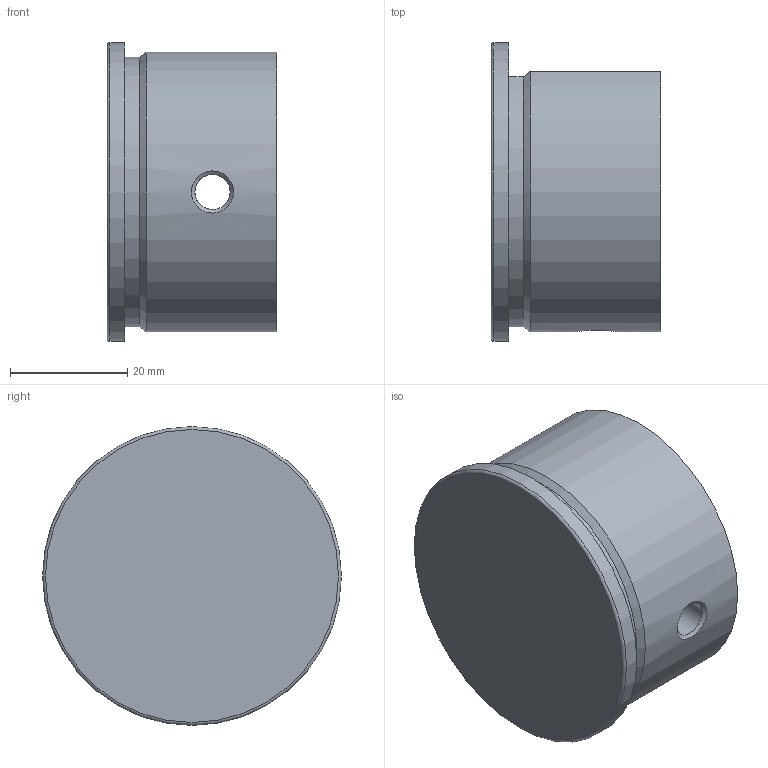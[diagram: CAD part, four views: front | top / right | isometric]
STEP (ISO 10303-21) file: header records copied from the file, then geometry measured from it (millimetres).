
FILE_DESCRIPTION(('STEP AP214'), '1');
FILE_NAME('àðò. KRT609', '2014-09-28T16:53:38', ('Áàòóðà Àíäðåé Ïàâëîâè÷'), ('Ëåñòíè÷íûé öåíòåð'), 'ASCON STEP Converter 1.3', 'ASCON Math Kernel', '');
FILE_SCHEMA(('AUTOMOTIVE_DESIGN { 1 0 10303 214 3 1 1}'));
Length unit declared in the file: millimetre
Products named in the file (1): àðò. KRT609
Bounding box: 29 x 51 x 51 mm (x, y, z)
Volume: 12161.2 mm3; surface area: 11531 mm2
Topology: 1 solids, 1 shells, 18 faces, 43 edges, 28 vertices
Faces by surface type: plane 10, cylinder 5, cone 1, torus 1, bspline 1
Full cylindrical faces by diameter (mm): 6 x1, 51 x1
Entity records: 957 total; most frequent: CARTESIAN_POINT 360, DIRECTION 83, ORIENTED_EDGE 78, EDGE_CURVE 39, AXIS2_PLACEMENT_3D 30, VERTEX_POINT 28, EDGE_LOOP 25, LINE 23
